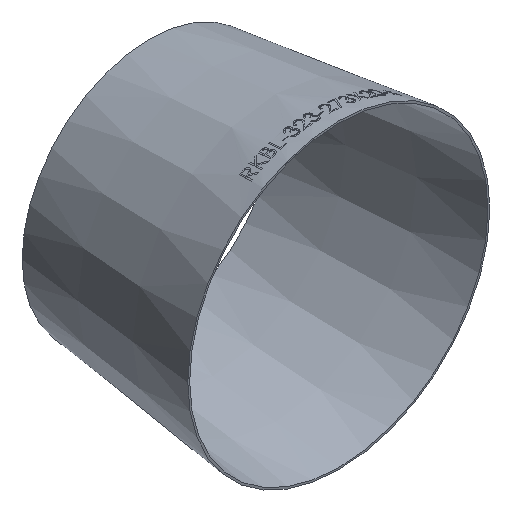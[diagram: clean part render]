
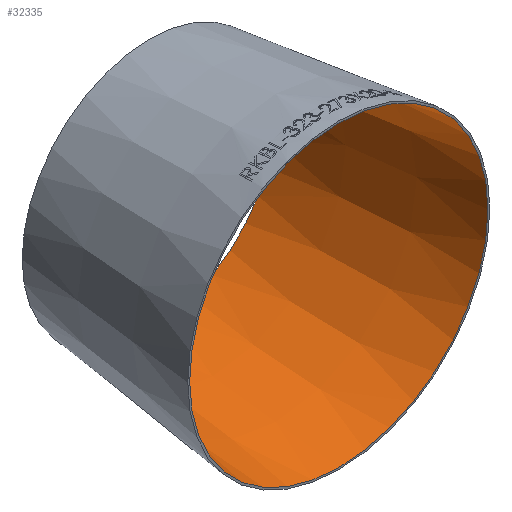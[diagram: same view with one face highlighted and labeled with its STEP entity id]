
A CAD part, isometric view. The second image highlights one B-rep face of the part: STEP entity #32335.
In plain terms, the highlighted conical face has half-angle 7.146 degrees and reference radius 159.934 mm.
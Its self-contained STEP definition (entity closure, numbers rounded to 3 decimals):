
#743 = CONICAL_SURFACE ( 'NONE', #34757, 159.934, 0.125 ) ;
#992 = DIRECTION ( 'NONE',  ( 0., 0., -1. ) ) ;
#2435 = ORIENTED_EDGE ( 'NONE', *, *, #12555, .T. ) ;
#2741 = EDGE_LOOP ( 'NONE', ( #25584 ) ) ;
#5559 = CIRCLE ( 'NONE', #35921, 134.484 ) ;
#5635 = DIRECTION ( 'NONE',  ( 0., 0., -1. ) ) ;
#5871 = CARTESIAN_POINT ( 'NONE',  ( 0., 0., -159.934 ) ) ;
#7241 = DIRECTION ( 'NONE',  ( 0., -1., 0. ) ) ;
#8504 = FACE_OUTER_BOUND ( 'NONE', #35745, .T. ) ;
#12555 = EDGE_CURVE ( 'NONE', #23760, #23760, #17713, .T. ) ;
#12963 = DIRECTION ( 'NONE',  ( 0., -1., 0. ) ) ;
#14223 = FACE_BOUND ( 'NONE', #2741, .T. ) ;
#17518 = VERTEX_POINT ( 'NONE', #23391 ) ;
#17713 = CIRCLE ( 'NONE', #32907, 159.934 ) ;
#20136 = CARTESIAN_POINT ( 'NONE',  ( 0., 0., 0. ) ) ;
#21925 = DIRECTION ( 'NONE',  ( 0., 0., -1. ) ) ;
#23391 = CARTESIAN_POINT ( 'NONE',  ( 0., 203., -134.484 ) ) ;
#23760 = VERTEX_POINT ( 'NONE', #5871 ) ;
#25584 = ORIENTED_EDGE ( 'NONE', *, *, #31126, .F. ) ;
#30285 = CARTESIAN_POINT ( 'NONE',  ( 0., 0., 0. ) ) ;
#31126 = EDGE_CURVE ( 'NONE', #17518, #17518, #5559, .T. ) ;
#31733 = DIRECTION ( 'NONE',  ( 0., -1., 0. ) ) ;
#32335 = ADVANCED_FACE ( 'NONE', ( #14223, #8504 ), #743, .F. ) ;
#32907 = AXIS2_PLACEMENT_3D ( 'NONE', #30285, #7241, #21925 ) ;
#32958 = CARTESIAN_POINT ( 'NONE',  ( 0., 203., 0. ) ) ;
#34757 = AXIS2_PLACEMENT_3D ( 'NONE', #20136, #31733, #5635 ) ;
#35745 = EDGE_LOOP ( 'NONE', ( #2435 ) ) ;
#35921 = AXIS2_PLACEMENT_3D ( 'NONE', #32958, #12963, #992 ) ;
